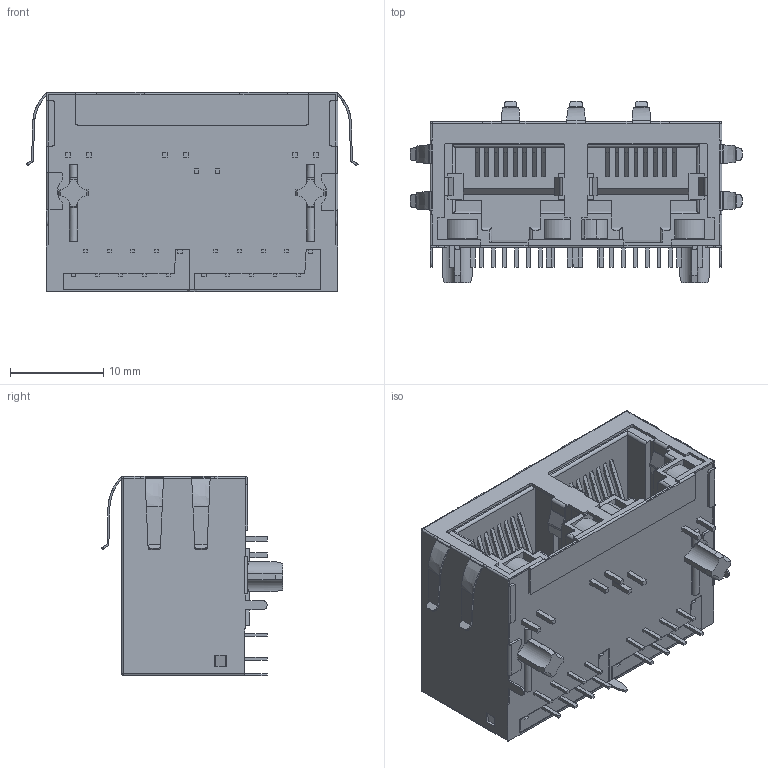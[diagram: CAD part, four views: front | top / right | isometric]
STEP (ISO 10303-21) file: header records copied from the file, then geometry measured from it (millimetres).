
FILE_DESCRIPTION((''),'2;1');
FILE_NAME('C-5-2301996-6','2017-05-03T',('workeradm'),('Tyco Electronics Ltd.'),'CREO PARAMETRIC BY PTC INC, 2016050','CREO PARAMETRIC BY PTC INC, 2016050','');
FILE_SCHEMA(('AUTOMOTIVE_DESIGN { 1 0 10303 214 1 1 1 1 }'));
Length unit declared in the file: millimetre
Products named in the file (1): C-5-2301996-6
Bounding box: 35.57 x 19.41 x 21.35 mm (x, y, z)
Volume: 6687.5 mm3; surface area: 4517.1 mm2
Topology: 1 solids, 1 shells, 789 faces, 2241 edges, 1470 vertices
Faces by surface type: plane 604, cylinder 158, extrusion 23, sphere 4
Entity records: 26437 total; most frequent: CARTESIAN_POINT 5945, ORIENTED_EDGE 4482, DIRECTION 3791, EDGE_CURVE 2241, VECTOR 1805, LINE 1782, VERTEX_POINT 1470, AXIS2_PLACEMENT_3D 993
